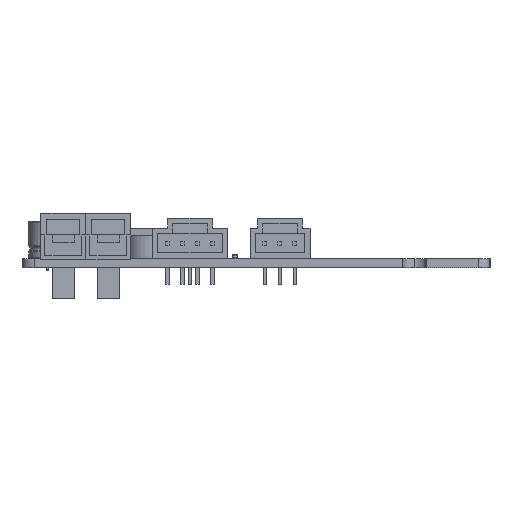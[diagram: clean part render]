
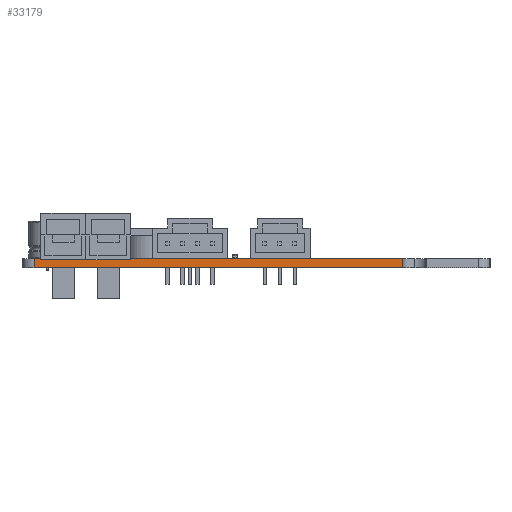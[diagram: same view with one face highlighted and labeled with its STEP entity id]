
A CAD part, left-side view. The second image highlights one B-rep face of the part: STEP entity #33179.
In plain terms, the highlighted planar face has unit normal (-1, 0, 0).
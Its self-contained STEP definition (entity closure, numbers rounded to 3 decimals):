
#28257 = PLANE('',#28258);
#28258 = AXIS2_PLACEMENT_3D('',#28259,#28260,#28261);
#28259 = CARTESIAN_POINT('',(132.148,-116.683,1.6));
#28260 = DIRECTION('',(0.,0.,1.));
#28261 = DIRECTION('',(1.,0.,0.));
#28311 = PLANE('',#28312);
#28312 = AXIS2_PLACEMENT_3D('',#28313,#28314,#28315);
#28313 = CARTESIAN_POINT('',(132.148,-116.683,0.));
#28314 = DIRECTION('',(0.,0.,1.));
#28315 = DIRECTION('',(1.,0.,0.));
#28679 = VERTEX_POINT('',#28680);
#28680 = CARTESIAN_POINT('',(72.39,-76.454,0.));
#28695 = CYLINDRICAL_SURFACE('',#28696,2.032);
#28696 = AXIS2_PLACEMENT_3D('',#28697,#28698,#28699);
#28697 = CARTESIAN_POINT('',(74.422,-76.454,0.));
#28698 = DIRECTION('',(0.,0.,-1.));
#28699 = DIRECTION('',(1.,0.,0.));
#28707 = EDGE_CURVE('',#28679,#28708,#28710,.T.);
#28708 = VERTEX_POINT('',#28709);
#28709 = CARTESIAN_POINT('',(72.39,-138.938,0.));
#28710 = SURFACE_CURVE('',#28711,(#28715,#28722),.PCURVE_S1.);
#28711 = LINE('',#28712,#28713);
#28712 = CARTESIAN_POINT('',(72.39,-76.454,0.));
#28713 = VECTOR('',#28714,1.);
#28714 = DIRECTION('',(0.,-1.,0.));
#28715 = PCURVE('',#28311,#28716);
#28716 = DEFINITIONAL_REPRESENTATION('',(#28717),#28721);
#28717 = LINE('',#28718,#28719);
#28718 = CARTESIAN_POINT('',(-59.758,40.229));
#28719 = VECTOR('',#28720,1.);
#28720 = DIRECTION('',(0.,-1.));
#28721 = ( GEOMETRIC_REPRESENTATION_CONTEXT(2) 
PARAMETRIC_REPRESENTATION_CONTEXT() REPRESENTATION_CONTEXT('2D SPACE',''
  ) );
#28722 = PCURVE('',#28723,#28728);
#28723 = PLANE('',#28724);
#28724 = AXIS2_PLACEMENT_3D('',#28725,#28726,#28727);
#28725 = CARTESIAN_POINT('',(72.39,-76.454,0.));
#28726 = DIRECTION('',(1.,0.,0.));
#28727 = DIRECTION('',(0.,-1.,0.));
#28728 = DEFINITIONAL_REPRESENTATION('',(#28729),#28733);
#28729 = LINE('',#28730,#28731);
#28730 = CARTESIAN_POINT('',(0.,0.));
#28731 = VECTOR('',#28732,1.);
#28732 = DIRECTION('',(1.,0.));
#28733 = ( GEOMETRIC_REPRESENTATION_CONTEXT(2) 
PARAMETRIC_REPRESENTATION_CONTEXT() REPRESENTATION_CONTEXT('2D SPACE',''
  ) );
#28752 = CYLINDRICAL_SURFACE('',#28753,2.032);
#28753 = AXIS2_PLACEMENT_3D('',#28754,#28755,#28756);
#28754 = CARTESIAN_POINT('',(72.39,-140.97,0.));
#28755 = DIRECTION('',(0.,0.,-1.));
#28756 = DIRECTION('',(1.,0.,0.));
#31057 = VERTEX_POINT('',#31058);
#31058 = CARTESIAN_POINT('',(72.39,-76.454,1.6));
#31080 = EDGE_CURVE('',#31057,#31081,#31083,.T.);
#31081 = VERTEX_POINT('',#31082);
#31082 = CARTESIAN_POINT('',(72.39,-138.938,1.6));
#31083 = SURFACE_CURVE('',#31084,(#31088,#31095),.PCURVE_S1.);
#31084 = LINE('',#31085,#31086);
#31085 = CARTESIAN_POINT('',(72.39,-76.454,1.6));
#31086 = VECTOR('',#31087,1.);
#31087 = DIRECTION('',(0.,-1.,0.));
#31088 = PCURVE('',#28257,#31089);
#31089 = DEFINITIONAL_REPRESENTATION('',(#31090),#31094);
#31090 = LINE('',#31091,#31092);
#31091 = CARTESIAN_POINT('',(-59.758,40.229));
#31092 = VECTOR('',#31093,1.);
#31093 = DIRECTION('',(0.,-1.));
#31094 = ( GEOMETRIC_REPRESENTATION_CONTEXT(2) 
PARAMETRIC_REPRESENTATION_CONTEXT() REPRESENTATION_CONTEXT('2D SPACE',''
  ) );
#31095 = PCURVE('',#28723,#31096);
#31096 = DEFINITIONAL_REPRESENTATION('',(#31097),#31101);
#31097 = LINE('',#31098,#31099);
#31098 = CARTESIAN_POINT('',(0.,-1.6));
#31099 = VECTOR('',#31100,1.);
#31100 = DIRECTION('',(1.,0.));
#31101 = ( GEOMETRIC_REPRESENTATION_CONTEXT(2) 
PARAMETRIC_REPRESENTATION_CONTEXT() REPRESENTATION_CONTEXT('2D SPACE',''
  ) );
#33131 = EDGE_CURVE('',#28708,#31081,#33132,.T.);
#33132 = SURFACE_CURVE('',#33133,(#33137,#33144),.PCURVE_S1.);
#33133 = LINE('',#33134,#33135);
#33134 = CARTESIAN_POINT('',(72.39,-138.938,0.));
#33135 = VECTOR('',#33136,1.);
#33136 = DIRECTION('',(0.,0.,1.));
#33137 = PCURVE('',#28752,#33138);
#33138 = DEFINITIONAL_REPRESENTATION('',(#33139),#33143);
#33139 = LINE('',#33140,#33141);
#33140 = CARTESIAN_POINT('',(-1.571,0.));
#33141 = VECTOR('',#33142,1.);
#33142 = DIRECTION('',(0.,-1.));
#33143 = ( GEOMETRIC_REPRESENTATION_CONTEXT(2) 
PARAMETRIC_REPRESENTATION_CONTEXT() REPRESENTATION_CONTEXT('2D SPACE',''
  ) );
#33144 = PCURVE('',#28723,#33145);
#33145 = DEFINITIONAL_REPRESENTATION('',(#33146),#33150);
#33146 = LINE('',#33147,#33148);
#33147 = CARTESIAN_POINT('',(62.484,0.));
#33148 = VECTOR('',#33149,1.);
#33149 = DIRECTION('',(0.,-1.));
#33150 = ( GEOMETRIC_REPRESENTATION_CONTEXT(2) 
PARAMETRIC_REPRESENTATION_CONTEXT() REPRESENTATION_CONTEXT('2D SPACE',''
  ) );
#33179 = ADVANCED_FACE('',(#33180),#28723,.F.);
#33180 = FACE_BOUND('',#33181,.F.);
#33181 = EDGE_LOOP('',(#33182,#33203,#33204,#33205));
#33182 = ORIENTED_EDGE('',*,*,#33183,.T.);
#33183 = EDGE_CURVE('',#28679,#31057,#33184,.T.);
#33184 = SURFACE_CURVE('',#33185,(#33189,#33196),.PCURVE_S1.);
#33185 = LINE('',#33186,#33187);
#33186 = CARTESIAN_POINT('',(72.39,-76.454,0.));
#33187 = VECTOR('',#33188,1.);
#33188 = DIRECTION('',(0.,0.,1.));
#33189 = PCURVE('',#28723,#33190);
#33190 = DEFINITIONAL_REPRESENTATION('',(#33191),#33195);
#33191 = LINE('',#33192,#33193);
#33192 = CARTESIAN_POINT('',(0.,0.));
#33193 = VECTOR('',#33194,1.);
#33194 = DIRECTION('',(0.,-1.));
#33195 = ( GEOMETRIC_REPRESENTATION_CONTEXT(2) 
PARAMETRIC_REPRESENTATION_CONTEXT() REPRESENTATION_CONTEXT('2D SPACE',''
  ) );
#33196 = PCURVE('',#28695,#33197);
#33197 = DEFINITIONAL_REPRESENTATION('',(#33198),#33202);
#33198 = LINE('',#33199,#33200);
#33199 = CARTESIAN_POINT('',(-3.142,0.));
#33200 = VECTOR('',#33201,1.);
#33201 = DIRECTION('',(0.,-1.));
#33202 = ( GEOMETRIC_REPRESENTATION_CONTEXT(2) 
PARAMETRIC_REPRESENTATION_CONTEXT() REPRESENTATION_CONTEXT('2D SPACE',''
  ) );
#33203 = ORIENTED_EDGE('',*,*,#31080,.T.);
#33204 = ORIENTED_EDGE('',*,*,#33131,.F.);
#33205 = ORIENTED_EDGE('',*,*,#28707,.F.);
